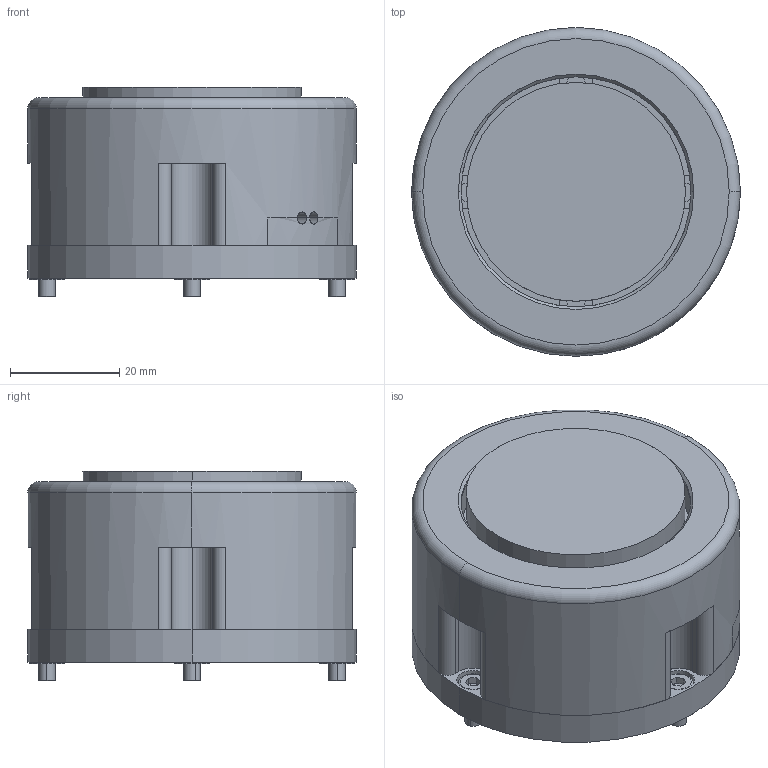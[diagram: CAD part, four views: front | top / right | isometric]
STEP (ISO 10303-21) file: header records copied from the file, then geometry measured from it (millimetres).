
FILE_DESCRIPTION (( 'STEP AP203' ), '1' );
FILE_NAME ('NS-RB4-03 快反镜.STEP', '2020-09-08T05:42:51', ( '微软用户' ), ( '微软中国' ), 'SwSTEP 2.0', 'SolidWorks 2017', '' );
FILE_SCHEMA (( 'CONFIG_CONTROL_DESIGN' ));
Length unit declared in the file: millimetre
Products named in the file (1): NS-RB4-03 辦毀噩
Bounding box: 60 x 60 x 38.3 mm (x, y, z)
Surface area: 21585.9 mm2 (no closed solid volume)
Topology: 0 solids, 19 shells, 281 faces, 983 edges, 707 vertices
Faces by surface type: cylinder 127, plane 118, cone 26, torus 10
Entity records: 11006 total; most frequent: CARTESIAN_POINT 2100, DIRECTION 2031, ORIENTED_EDGE 1592, EDGE_CURVE 975, AXIS2_PLACEMENT_3D 782, VERTEX_POINT 707, CIRCLE 500, LINE 467
